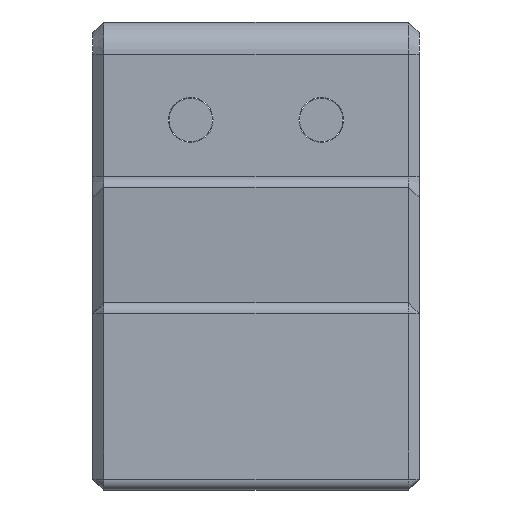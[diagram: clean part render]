
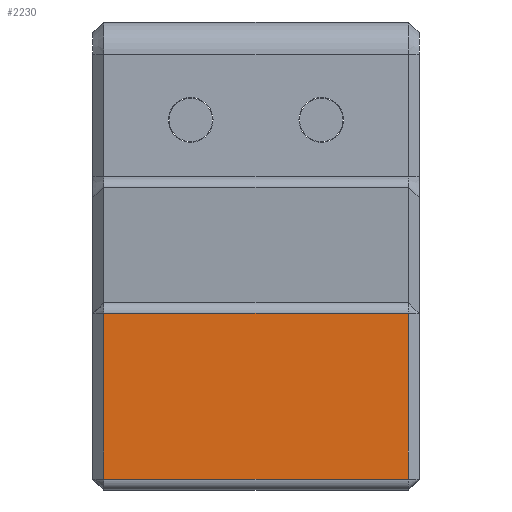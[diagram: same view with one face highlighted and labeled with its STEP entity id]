
A CAD part, front view. The second image highlights one B-rep face of the part: STEP entity #2230.
In plain terms, the highlighted planar face has unit normal (0, -1, 0).
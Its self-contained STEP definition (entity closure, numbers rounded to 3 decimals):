
#104=PLANE('',#2435);
#214=FACE_OUTER_BOUND('',#366,.T.);
#366=EDGE_LOOP('',(#1754,#1755,#1756,#1757));
#487=LINE('',#3333,#727);
#515=LINE('',#3408,#755);
#554=LINE('',#3497,#794);
#574=LINE('',#3556,#814);
#727=VECTOR('',#2632,10.);
#755=VECTOR('',#2712,10.);
#794=VECTOR('',#2807,10.);
#814=VECTOR('',#2873,10.);
#1044=VERTEX_POINT('',#3330);
#1045=VERTEX_POINT('',#3332);
#1066=VERTEX_POINT('',#3406);
#1088=VERTEX_POINT('',#3495);
#1225=EDGE_CURVE('',#1044,#1045,#487,.T.);
#1264=EDGE_CURVE('',#1066,#1044,#515,.T.);
#1310=EDGE_CURVE('',#1088,#1066,#554,.T.);
#1338=EDGE_CURVE('',#1045,#1088,#574,.T.);
#1754=ORIENTED_EDGE('',*,*,#1225,.F.);
#1755=ORIENTED_EDGE('',*,*,#1264,.F.);
#1756=ORIENTED_EDGE('',*,*,#1310,.F.);
#1757=ORIENTED_EDGE('',*,*,#1338,.F.);
#2230=ADVANCED_FACE('',(#214),#104,.T.);
#2435=AXIS2_PLACEMENT_3D('',#3555,#2871,#2872);
#2632=DIRECTION('',(0.,0.,1.));
#2712=DIRECTION('',(-1.,0.,0.));
#2807=DIRECTION('',(0.,0.,-1.));
#2871=DIRECTION('center_axis',(0.,-1.,0.));
#2872=DIRECTION('ref_axis',(0.,0.,-1.));
#2873=DIRECTION('',(1.,0.,0.));
#3330=CARTESIAN_POINT('',(1.,-6.,1.));
#3332=CARTESIAN_POINT('',(1.,-6.,16.224));
#3333=CARTESIAN_POINT('',(1.,-6.,19.25));
#3406=CARTESIAN_POINT('',(29.,-6.,1.));
#3408=CARTESIAN_POINT('',(0.,-6.,1.));
#3495=CARTESIAN_POINT('',(29.,-6.,16.224));
#3497=CARTESIAN_POINT('',(29.,-6.,19.25));
#3555=CARTESIAN_POINT('Origin',(0.,-6.,17.));
#3556=CARTESIAN_POINT('',(0.,-6.,16.224));
